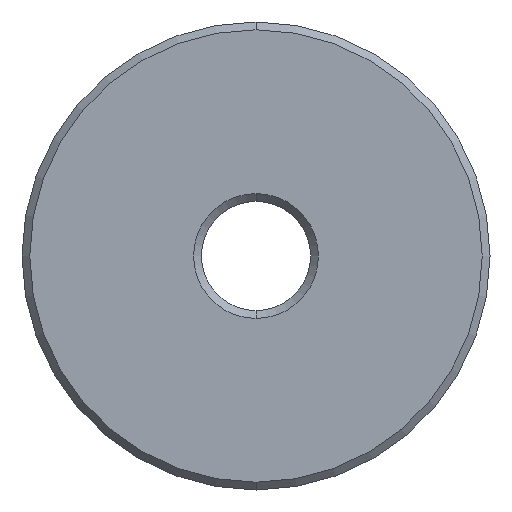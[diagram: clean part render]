
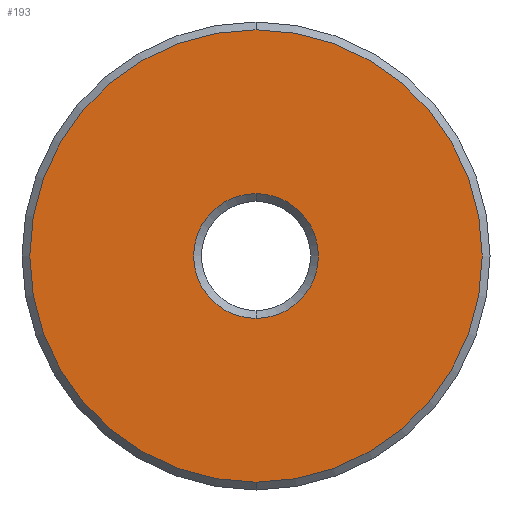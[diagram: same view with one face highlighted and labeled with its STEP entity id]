
A CAD part, front view. The second image highlights one B-rep face of the part: STEP entity #193.
In plain terms, the highlighted planar face has unit normal (0, -1, 0).
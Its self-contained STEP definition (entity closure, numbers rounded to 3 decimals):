
#193 = ADVANCED_FACE ( 'NONE', ( #2803, #3166 ), #5213, .T. ) ;
#376 = DIRECTION ( 'NONE',  ( 0., -1., 0. ) ) ;
#378 = ORIENTED_EDGE ( 'NONE', *, *, #5676, .T. ) ;
#541 = CARTESIAN_POINT ( 'NONE',  ( 0., 0., 0. ) ) ;
#875 = DIRECTION ( 'NONE',  ( 0., 0., -1. ) ) ;
#907 = EDGE_LOOP ( 'NONE', ( #378, #5883 ) ) ;
#912 = EDGE_CURVE ( 'NONE', #4765, #1212, #4418, .T. ) ;
#1086 = CARTESIAN_POINT ( 'NONE',  ( 0., 0., -8.7 ) ) ;
#1212 = VERTEX_POINT ( 'NONE', #1566 ) ;
#1229 = CARTESIAN_POINT ( 'NONE',  ( 0., 0., 8.7 ) ) ;
#1423 = EDGE_CURVE ( 'NONE', #2887, #3160, #3881, .T. ) ;
#1566 = CARTESIAN_POINT ( 'NONE',  ( 0., 0., -2.4 ) ) ;
#1805 = DIRECTION ( 'NONE',  ( 0., 0., -1. ) ) ;
#1818 = AXIS2_PLACEMENT_3D ( 'NONE', #3267, #3707, #6033 ) ;
#1978 = CARTESIAN_POINT ( 'NONE',  ( -1.75, 0., 0. ) ) ;
#2089 = CIRCLE ( 'NONE', #2764, 8.7 ) ;
#2153 = AXIS2_PLACEMENT_3D ( 'NONE', #1978, #4827, #5702 ) ;
#2300 = CARTESIAN_POINT ( 'NONE',  ( 0., 0., 0. ) ) ;
#2388 = CIRCLE ( 'NONE', #1818, 2.4 ) ;
#2764 = AXIS2_PLACEMENT_3D ( 'NONE', #541, #5679, #4736 ) ;
#2789 = DIRECTION ( 'NONE',  ( 0., 1., 0. ) ) ;
#2803 = FACE_BOUND ( 'NONE', #907, .T. ) ;
#2887 = VERTEX_POINT ( 'NONE', #1086 ) ;
#3160 = VERTEX_POINT ( 'NONE', #1229 ) ;
#3166 = FACE_OUTER_BOUND ( 'NONE', #3230, .T. ) ;
#3230 = EDGE_LOOP ( 'NONE', ( #4174, #4948 ) ) ;
#3267 = CARTESIAN_POINT ( 'NONE',  ( 0., 0., 0. ) ) ;
#3707 = DIRECTION ( 'NONE',  ( 0., 1., 0. ) ) ;
#3881 = CIRCLE ( 'NONE', #5250, 8.7 ) ;
#4139 = CARTESIAN_POINT ( 'NONE',  ( 0., 0., 2.4 ) ) ;
#4174 = ORIENTED_EDGE ( 'NONE', *, *, #4867, .T. ) ;
#4418 = CIRCLE ( 'NONE', #5880, 2.4 ) ;
#4736 = DIRECTION ( 'NONE',  ( 0., 0., -1. ) ) ;
#4765 = VERTEX_POINT ( 'NONE', #4139 ) ;
#4827 = DIRECTION ( 'NONE',  ( 0., -1., 0. ) ) ;
#4867 = EDGE_CURVE ( 'NONE', #3160, #2887, #2089, .T. ) ;
#4948 = ORIENTED_EDGE ( 'NONE', *, *, #1423, .T. ) ;
#5213 = PLANE ( 'NONE',  #2153 ) ;
#5250 = AXIS2_PLACEMENT_3D ( 'NONE', #5983, #376, #875 ) ;
#5676 = EDGE_CURVE ( 'NONE', #1212, #4765, #2388, .T. ) ;
#5679 = DIRECTION ( 'NONE',  ( 0., -1., 0. ) ) ;
#5702 = DIRECTION ( 'NONE',  ( 0., 0., -1. ) ) ;
#5880 = AXIS2_PLACEMENT_3D ( 'NONE', #2300, #2789, #1805 ) ;
#5883 = ORIENTED_EDGE ( 'NONE', *, *, #912, .T. ) ;
#5983 = CARTESIAN_POINT ( 'NONE',  ( 0., 0., 0. ) ) ;
#6033 = DIRECTION ( 'NONE',  ( 0., 0., -1. ) ) ;
